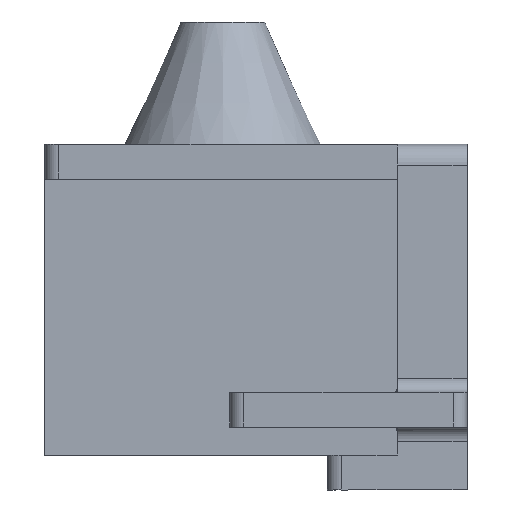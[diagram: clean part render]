
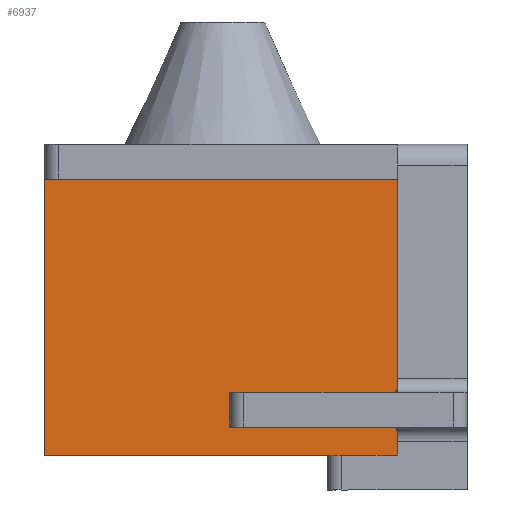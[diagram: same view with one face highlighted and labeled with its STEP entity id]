
A CAD part, left-side view. The second image highlights one B-rep face of the part: STEP entity #6937.
In plain terms, the highlighted planar face has unit normal (-1, 0, 0).
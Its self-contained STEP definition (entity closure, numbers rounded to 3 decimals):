
#2210 = PLANE('',#2211);
#2211 = AXIS2_PLACEMENT_3D('',#2212,#2213,#2214);
#2212 = CARTESIAN_POINT('',(-69.25,0.,14.));
#2213 = DIRECTION('',(0.,1.,0.));
#2214 = DIRECTION('',(0.,0.,1.));
#2472 = VERTEX_POINT('',#2473);
#2473 = CARTESIAN_POINT('',(21.25,0.,0.));
#2487 = PLANE('',#2488);
#2488 = AXIS2_PLACEMENT_3D('',#2489,#2490,#2491);
#2489 = CARTESIAN_POINT('',(21.25,0.,0.));
#2490 = DIRECTION('',(0.,0.,-1.));
#2491 = DIRECTION('',(0.,-1.,0.));
#2499 = EDGE_CURVE('',#2500,#2472,#2502,.T.);
#2500 = VERTEX_POINT('',#2501);
#2501 = CARTESIAN_POINT('',(21.25,0.,44.5));
#2502 = SURFACE_CURVE('',#2503,(#2507,#2514),.PCURVE_S1.);
#2503 = LINE('',#2504,#2505);
#2504 = CARTESIAN_POINT('',(21.25,0.,44.5));
#2505 = VECTOR('',#2506,1.);
#2506 = DIRECTION('',(0.,0.,-1.));
#2507 = PCURVE('',#2210,#2508);
#2508 = DEFINITIONAL_REPRESENTATION('',(#2509),#2513);
#2509 = LINE('',#2510,#2511);
#2510 = CARTESIAN_POINT('',(30.5,90.5));
#2511 = VECTOR('',#2512,1.);
#2512 = DIRECTION('',(-1.,0.));
#2513 = ( GEOMETRIC_REPRESENTATION_CONTEXT(2) 
PARAMETRIC_REPRESENTATION_CONTEXT() REPRESENTATION_CONTEXT('2D SPACE',''
  ) );
#2514 = PCURVE('',#2515,#2520);
#2515 = PLANE('',#2516);
#2516 = AXIS2_PLACEMENT_3D('',#2517,#2518,#2519);
#2517 = CARTESIAN_POINT('',(21.25,10.,44.5));
#2518 = DIRECTION('',(1.,0.,0.));
#2519 = DIRECTION('',(0.,0.,1.));
#2520 = DEFINITIONAL_REPRESENTATION('',(#2521),#2525);
#2521 = LINE('',#2522,#2523);
#2522 = CARTESIAN_POINT('',(0.,10.));
#2523 = VECTOR('',#2524,1.);
#2524 = DIRECTION('',(-1.,0.));
#2525 = ( GEOMETRIC_REPRESENTATION_CONTEXT(2) 
PARAMETRIC_REPRESENTATION_CONTEXT() REPRESENTATION_CONTEXT('2D SPACE',''
  ) );
#2543 = PLANE('',#2544);
#2544 = AXIS2_PLACEMENT_3D('',#2545,#2546,#2547);
#2545 = CARTESIAN_POINT('',(0.094,30.099,44.5));
#2546 = DIRECTION('',(0.,0.,1.));
#2547 = DIRECTION('',(0.,1.,0.));
#2903 = PLANE('',#2904);
#2904 = AXIS2_PLACEMENT_3D('',#2905,#2906,#2907);
#2905 = CARTESIAN_POINT('',(21.25,60.466,0.));
#2906 = DIRECTION('',(0.,1.,0.));
#2907 = DIRECTION('',(0.,0.,1.));
#2942 = VERTEX_POINT('',#2943);
#2943 = CARTESIAN_POINT('',(21.25,60.466,5.));
#2959 = PLANE('',#2960);
#2960 = AXIS2_PLACEMENT_3D('',#2961,#2962,#2963);
#2961 = CARTESIAN_POINT('',(21.25,19.466,5.));
#2962 = DIRECTION('',(0.,0.,1.));
#2963 = DIRECTION('',(1.,0.,0.));
#2971 = EDGE_CURVE('',#2942,#2972,#2974,.T.);
#2972 = VERTEX_POINT('',#2973);
#2973 = CARTESIAN_POINT('',(21.25,60.466,44.5));
#2974 = SURFACE_CURVE('',#2975,(#2979,#2986),.PCURVE_S1.);
#2975 = LINE('',#2976,#2977);
#2976 = CARTESIAN_POINT('',(21.25,60.466,0.));
#2977 = VECTOR('',#2978,1.);
#2978 = DIRECTION('',(0.,0.,1.));
#2979 = PCURVE('',#2903,#2980);
#2980 = DEFINITIONAL_REPRESENTATION('',(#2981),#2985);
#2981 = LINE('',#2982,#2983);
#2982 = CARTESIAN_POINT('',(0.,0.));
#2983 = VECTOR('',#2984,1.);
#2984 = DIRECTION('',(1.,0.));
#2985 = ( GEOMETRIC_REPRESENTATION_CONTEXT(2) 
PARAMETRIC_REPRESENTATION_CONTEXT() REPRESENTATION_CONTEXT('2D SPACE',''
  ) );
#2986 = PCURVE('',#2515,#2987);
#2987 = DEFINITIONAL_REPRESENTATION('',(#2988),#2992);
#2988 = LINE('',#2989,#2990);
#2989 = CARTESIAN_POINT('',(-44.5,-50.466));
#2990 = VECTOR('',#2991,1.);
#2991 = DIRECTION('',(1.,0.));
#2992 = ( GEOMETRIC_REPRESENTATION_CONTEXT(2) 
PARAMETRIC_REPRESENTATION_CONTEXT() REPRESENTATION_CONTEXT('2D SPACE',''
  ) );
#4549 = EDGE_CURVE('',#4550,#2942,#4552,.T.);
#4550 = VERTEX_POINT('',#4551);
#4551 = CARTESIAN_POINT('',(21.25,19.466,5.));
#4552 = SURFACE_CURVE('',#4553,(#4557,#4564),.PCURVE_S1.);
#4553 = LINE('',#4554,#4555);
#4554 = CARTESIAN_POINT('',(21.25,19.466,5.));
#4555 = VECTOR('',#4556,1.);
#4556 = DIRECTION('',(0.,1.,0.));
#4557 = PCURVE('',#2959,#4558);
#4558 = DEFINITIONAL_REPRESENTATION('',(#4559),#4563);
#4559 = LINE('',#4560,#4561);
#4560 = CARTESIAN_POINT('',(0.,0.));
#4561 = VECTOR('',#4562,1.);
#4562 = DIRECTION('',(0.,1.));
#4563 = ( GEOMETRIC_REPRESENTATION_CONTEXT(2) 
PARAMETRIC_REPRESENTATION_CONTEXT() REPRESENTATION_CONTEXT('2D SPACE',''
  ) );
#4564 = PCURVE('',#2515,#4565);
#4565 = DEFINITIONAL_REPRESENTATION('',(#4566),#4570);
#4566 = LINE('',#4567,#4568);
#4567 = CARTESIAN_POINT('',(-39.5,-9.466));
#4568 = VECTOR('',#4569,1.);
#4569 = DIRECTION('',(0.,-1.));
#4570 = ( GEOMETRIC_REPRESENTATION_CONTEXT(2) 
PARAMETRIC_REPRESENTATION_CONTEXT() REPRESENTATION_CONTEXT('2D SPACE',''
  ) );
#4588 = PLANE('',#4589);
#4589 = AXIS2_PLACEMENT_3D('',#4590,#4591,#4592);
#4590 = CARTESIAN_POINT('',(21.25,19.466,0.));
#4591 = DIRECTION('',(0.,1.,0.));
#4592 = DIRECTION('',(0.,0.,1.));
#5984 = VERTEX_POINT('',#5985);
#5985 = CARTESIAN_POINT('',(21.25,19.466,0.));
#6008 = EDGE_CURVE('',#5984,#4550,#6009,.T.);
#6009 = SURFACE_CURVE('',#6010,(#6014,#6021),.PCURVE_S1.);
#6010 = LINE('',#6011,#6012);
#6011 = CARTESIAN_POINT('',(21.25,19.466,0.));
#6012 = VECTOR('',#6013,1.);
#6013 = DIRECTION('',(0.,0.,1.));
#6014 = PCURVE('',#4588,#6015);
#6015 = DEFINITIONAL_REPRESENTATION('',(#6016),#6020);
#6016 = LINE('',#6017,#6018);
#6017 = CARTESIAN_POINT('',(0.,0.));
#6018 = VECTOR('',#6019,1.);
#6019 = DIRECTION('',(1.,0.));
#6020 = ( GEOMETRIC_REPRESENTATION_CONTEXT(2) 
PARAMETRIC_REPRESENTATION_CONTEXT() REPRESENTATION_CONTEXT('2D SPACE',''
  ) );
#6021 = PCURVE('',#2515,#6022);
#6022 = DEFINITIONAL_REPRESENTATION('',(#6023),#6027);
#6023 = LINE('',#6024,#6025);
#6024 = CARTESIAN_POINT('',(-44.5,-9.466));
#6025 = VECTOR('',#6026,1.);
#6026 = DIRECTION('',(1.,0.));
#6027 = ( GEOMETRIC_REPRESENTATION_CONTEXT(2) 
PARAMETRIC_REPRESENTATION_CONTEXT() REPRESENTATION_CONTEXT('2D SPACE',''
  ) );
#6890 = EDGE_CURVE('',#6891,#2972,#6893,.T.);
#6891 = VERTEX_POINT('',#6892);
#6892 = CARTESIAN_POINT('',(21.25,10.,44.5));
#6893 = SURFACE_CURVE('',#6894,(#6898,#6905),.PCURVE_S1.);
#6894 = LINE('',#6895,#6896);
#6895 = CARTESIAN_POINT('',(21.25,10.,44.5));
#6896 = VECTOR('',#6897,1.);
#6897 = DIRECTION('',(0.,1.,0.));
#6898 = PCURVE('',#2543,#6899);
#6899 = DEFINITIONAL_REPRESENTATION('',(#6900),#6904);
#6900 = LINE('',#6901,#6902);
#6901 = CARTESIAN_POINT('',(-20.099,-21.156));
#6902 = VECTOR('',#6903,1.);
#6903 = DIRECTION('',(1.,0.));
#6904 = ( GEOMETRIC_REPRESENTATION_CONTEXT(2) 
PARAMETRIC_REPRESENTATION_CONTEXT() REPRESENTATION_CONTEXT('2D SPACE',''
  ) );
#6905 = PCURVE('',#2515,#6906);
#6906 = DEFINITIONAL_REPRESENTATION('',(#6907),#6911);
#6907 = LINE('',#6908,#6909);
#6908 = CARTESIAN_POINT('',(0.,0.));
#6909 = VECTOR('',#6910,1.);
#6910 = DIRECTION('',(0.,-1.));
#6911 = ( GEOMETRIC_REPRESENTATION_CONTEXT(2) 
PARAMETRIC_REPRESENTATION_CONTEXT() REPRESENTATION_CONTEXT('2D SPACE',''
  ) );
#6913 = EDGE_CURVE('',#2500,#6891,#6914,.T.);
#6914 = SURFACE_CURVE('',#6915,(#6919,#6926),.PCURVE_S1.);
#6915 = LINE('',#6916,#6917);
#6916 = CARTESIAN_POINT('',(21.25,0.,44.5));
#6917 = VECTOR('',#6918,1.);
#6918 = DIRECTION('',(-0.,1.,0.));
#6919 = PCURVE('',#2543,#6920);
#6920 = DEFINITIONAL_REPRESENTATION('',(#6921),#6925);
#6921 = LINE('',#6922,#6923);
#6922 = CARTESIAN_POINT('',(-30.099,-21.156));
#6923 = VECTOR('',#6924,1.);
#6924 = DIRECTION('',(1.,0.));
#6925 = ( GEOMETRIC_REPRESENTATION_CONTEXT(2) 
PARAMETRIC_REPRESENTATION_CONTEXT() REPRESENTATION_CONTEXT('2D SPACE',''
  ) );
#6926 = PCURVE('',#2515,#6927);
#6927 = DEFINITIONAL_REPRESENTATION('',(#6928),#6932);
#6928 = LINE('',#6929,#6930);
#6929 = CARTESIAN_POINT('',(0.,10.));
#6930 = VECTOR('',#6931,1.);
#6931 = DIRECTION('',(0.,-1.));
#6932 = ( GEOMETRIC_REPRESENTATION_CONTEXT(2) 
PARAMETRIC_REPRESENTATION_CONTEXT() REPRESENTATION_CONTEXT('2D SPACE',''
  ) );
#6937 = ADVANCED_FACE('',(#6938),#2515,.F.);
#6938 = FACE_BOUND('',#6939,.T.);
#6939 = EDGE_LOOP('',(#6940,#6941,#6942,#6943,#6944,#6967,#6988,#6989));
#6940 = ORIENTED_EDGE('',*,*,#6890,.T.);
#6941 = ORIENTED_EDGE('',*,*,#2971,.F.);
#6942 = ORIENTED_EDGE('',*,*,#4549,.F.);
#6943 = ORIENTED_EDGE('',*,*,#6008,.F.);
#6944 = ORIENTED_EDGE('',*,*,#6945,.F.);
#6945 = EDGE_CURVE('',#6946,#5984,#6948,.T.);
#6946 = VERTEX_POINT('',#6947);
#6947 = CARTESIAN_POINT('',(21.25,10.,0.));
#6948 = SURFACE_CURVE('',#6949,(#6953,#6960),.PCURVE_S1.);
#6949 = LINE('',#6950,#6951);
#6950 = CARTESIAN_POINT('',(21.25,10.,0.));
#6951 = VECTOR('',#6952,1.);
#6952 = DIRECTION('',(0.,1.,0.));
#6953 = PCURVE('',#2515,#6954);
#6954 = DEFINITIONAL_REPRESENTATION('',(#6955),#6959);
#6955 = LINE('',#6956,#6957);
#6956 = CARTESIAN_POINT('',(-44.5,0.));
#6957 = VECTOR('',#6958,1.);
#6958 = DIRECTION('',(0.,-1.));
#6959 = ( GEOMETRIC_REPRESENTATION_CONTEXT(2) 
PARAMETRIC_REPRESENTATION_CONTEXT() REPRESENTATION_CONTEXT('2D SPACE',''
  ) );
#6960 = PCURVE('',#2487,#6961);
#6961 = DEFINITIONAL_REPRESENTATION('',(#6962),#6966);
#6962 = LINE('',#6963,#6964);
#6963 = CARTESIAN_POINT('',(-10.,0.));
#6964 = VECTOR('',#6965,1.);
#6965 = DIRECTION('',(-1.,-0.));
#6966 = ( GEOMETRIC_REPRESENTATION_CONTEXT(2) 
PARAMETRIC_REPRESENTATION_CONTEXT() REPRESENTATION_CONTEXT('2D SPACE',''
  ) );
#6967 = ORIENTED_EDGE('',*,*,#6968,.F.);
#6968 = EDGE_CURVE('',#2472,#6946,#6969,.T.);
#6969 = SURFACE_CURVE('',#6970,(#6974,#6981),.PCURVE_S1.);
#6970 = LINE('',#6971,#6972);
#6971 = CARTESIAN_POINT('',(21.25,0.,0.));
#6972 = VECTOR('',#6973,1.);
#6973 = DIRECTION('',(-0.,1.,0.));
#6974 = PCURVE('',#2515,#6975);
#6975 = DEFINITIONAL_REPRESENTATION('',(#6976),#6980);
#6976 = LINE('',#6977,#6978);
#6977 = CARTESIAN_POINT('',(-44.5,10.));
#6978 = VECTOR('',#6979,1.);
#6979 = DIRECTION('',(0.,-1.));
#6980 = ( GEOMETRIC_REPRESENTATION_CONTEXT(2) 
PARAMETRIC_REPRESENTATION_CONTEXT() REPRESENTATION_CONTEXT('2D SPACE',''
  ) );
#6981 = PCURVE('',#2487,#6982);
#6982 = DEFINITIONAL_REPRESENTATION('',(#6983),#6987);
#6983 = LINE('',#6984,#6985);
#6984 = CARTESIAN_POINT('',(0.,0.));
#6985 = VECTOR('',#6986,1.);
#6986 = DIRECTION('',(-1.,0.));
#6987 = ( GEOMETRIC_REPRESENTATION_CONTEXT(2) 
PARAMETRIC_REPRESENTATION_CONTEXT() REPRESENTATION_CONTEXT('2D SPACE',''
  ) );
#6988 = ORIENTED_EDGE('',*,*,#2499,.F.);
#6989 = ORIENTED_EDGE('',*,*,#6913,.T.);
